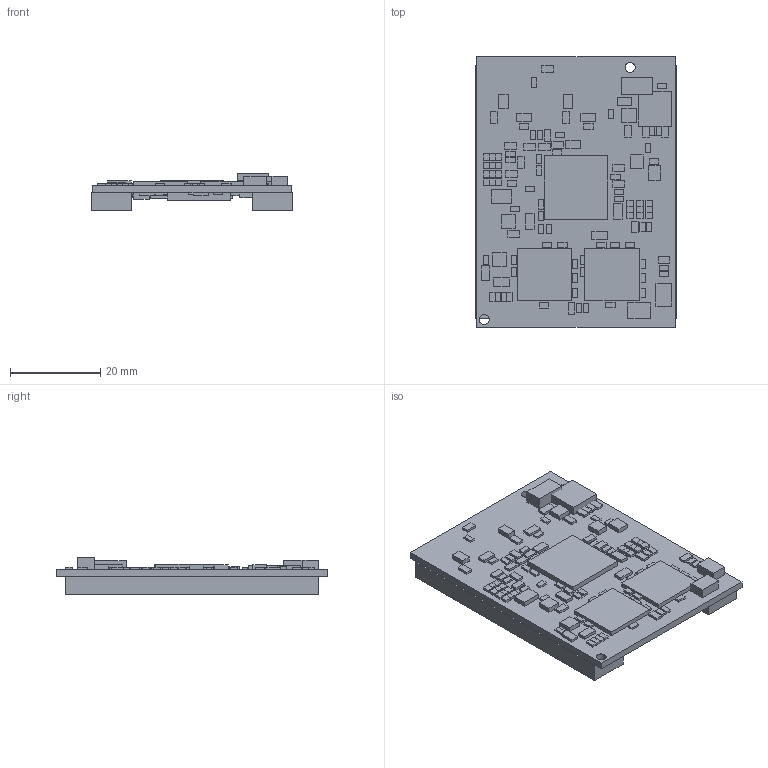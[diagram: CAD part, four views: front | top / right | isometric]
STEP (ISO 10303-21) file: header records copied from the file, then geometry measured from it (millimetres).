
FILE_DESCRIPTION((''),'2;1');
FILE_NAME('CC9M2443_ASM','2010-11-05T',('tmiller'),(''),'PRO/ENGINEER BY PARAMETRIC TECHNOLOGY CORPORATION, 2009280','PRO/ENGINEER BY PARAMETRIC TECHNOLOGY CORPORATION, 2009280','');
FILE_SCHEMA(('CONFIG_CONTROL_DESIGN'));
Length unit declared in the file: inch
Products named in the file (39): CC9M2443; 100N_X5R_0402; 1U_X7R_0603; 22P_NP0_0402; 100U_6V3_T_C; 22P_COG_0603; 10U_X5R_10V_0805; 10N_X7R_0402; 15P_COG_50V_0603; 33U_6V3_T_B; 150P_X7R_0603; 680P_COG_0603; 10P_NP0_0402; 2U2_X7R_0805; DLW21SN121SQ2; 10UH_WE-TPC; SMD-FERRIT_3A_0805; BLM21PG221; 12MHZ_Q_JXS53; 0R_0603; 0R_0402; 4X22R_1206; 4X10K_1206; 8X10K_1206_BUS; DDR_SDRAM_8MX16X4_FBGA60; S3C2443X_BGA400_533MHZ_EXT; N-FLASH512MX8_2K_TSOP48; DS1337U_USOP8; LAN9215I_TQFP100; 24C64-IST_TSSOP8; TPS62000_USOP10; ADM811_SOT143; PCK2002_TSSOP8; NC7SZ57_SC70; NCP1522BSNT1G_TSOP5; BAT64-05__SOT23; BSS138_SOT23; J2X60_FH_RM080; CC9M2443_ASM
Assembly tree (195 placements, depth 2):
  CC9M2443_ASM
    CC9M2443
    100N_X5R_0402  x55
    1U_X7R_0603  x15
    22P_NP0_0402  x4
    100U_6V3_T_C
    22P_COG_0603  x3
    10U_X5R_10V_0805  x6
    10N_X7R_0402  x32
    15P_COG_50V_0603  x2
    33U_6V3_T_B  x2
    150P_X7R_0603
    680P_COG_0603
    10P_NP0_0402  x4
    2U2_X7R_0805  x2
    DLW21SN121SQ2  x2
    10UH_WE-TPC
    SMD-FERRIT_3A_0805  x2
    BLM21PG221  x6
    12MHZ_Q_JXS53
    0R_0603  x30
    0R_0402
    4X22R_1206  x3
    4X10K_1206
    8X10K_1206_BUS
    DDR_SDRAM_8MX16X4_FBGA60  x2
    S3C2443X_BGA400_533MHZ_EXT
    N-FLASH512MX8_2K_TSOP48
    DS1337U_USOP8
    LAN9215I_TQFP100
    24C64-IST_TSSOP8
    TPS62000_USOP10
    ADM811_SOT143
    PCK2002_TSSOP8
    NC7SZ57_SC70  x2
    NCP1522BSNT1G_TSOP5  x2
    BAT64-05__SOT23
    BSS138_SOT23
    J2X60_FH_RM080  x2
Bounding box: 44.55 x 60 x 8.37 mm (x, y, z)
Volume: 9981.1 mm3; surface area: 13463.6 mm2
Topology: 195 solids, 195 shells, 1174 faces, 2352 edges, 1568 vertices
Faces by surface type: plane 1170, cylinder 4
Entity records: 8088 total; most frequent: DIRECTION 1408, CARTESIAN_POINT 1246, ORIENTED_EDGE 936, AXIS2_PLACEMENT_3D 474, EDGE_CURVE 468, VECTOR 460, LINE 460, VERTEX_POINT 312
